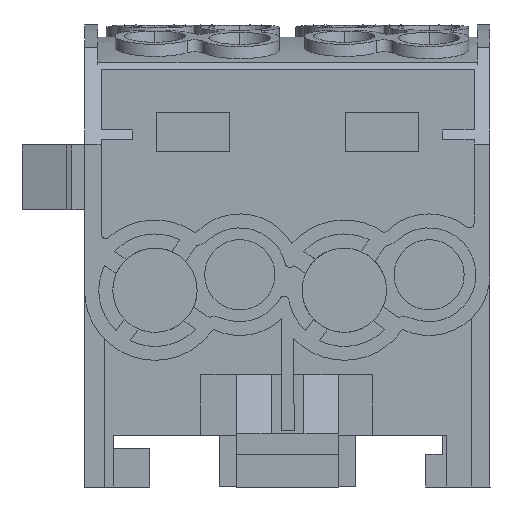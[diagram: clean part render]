
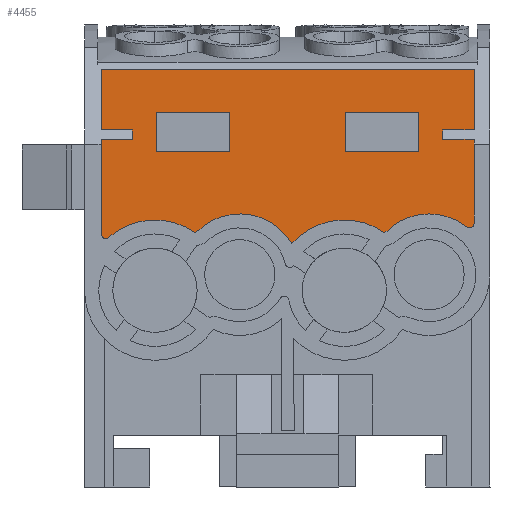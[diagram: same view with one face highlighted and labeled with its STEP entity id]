
A CAD part, front view. The second image highlights one B-rep face of the part: STEP entity #4455.
In plain terms, the highlighted planar face has unit normal (0, -1, 0).
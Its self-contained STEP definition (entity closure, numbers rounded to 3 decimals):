
#4045=AXIS2_PLACEMENT_3D('Circle Axis2P3D',#4043,#4044,$) ;
#4083=AXIS2_PLACEMENT_3D('Circle Axis2P3D',#4081,#4082,$) ;
#4107=AXIS2_PLACEMENT_3D('Circle Axis2P3D',#4105,#4106,$) ;
#4131=AXIS2_PLACEMENT_3D('Circle Axis2P3D',#4129,#4130,$) ;
#4155=AXIS2_PLACEMENT_3D('Circle Axis2P3D',#4153,#4154,$) ;
#4172=AXIS2_PLACEMENT_3D('Circle Axis2P3D',#4170,#4171,$) ;
#4366=AXIS2_PLACEMENT_3D('Plane Axis2P3D',#4363,#4364,#4365) ;
#2114=CARTESIAN_POINT('Vertex',(8.437,8.8,44.515)) ;
#2117=CARTESIAN_POINT('Line Origine',(28.34,8.8,44.515)) ;
#2121=CARTESIAN_POINT('Vertex',(48.243,8.8,44.515)) ;
#3981=CARTESIAN_POINT('Vertex',(48.243,8.8,37.103)) ;
#3984=CARTESIAN_POINT('Line Origine',(48.243,8.8,32.632)) ;
#3988=CARTESIAN_POINT('Vertex',(48.243,8.8,28.161)) ;
#4043=CARTESIAN_POINT('Axis2P3D Location',(8.937,8.8,27.023)) ;
#4047=CARTESIAN_POINT('Vertex',(8.437,8.8,27.023)) ;
#4049=CARTESIAN_POINT('Vertex',(9.266,8.8,26.646)) ;
#4078=CARTESIAN_POINT('Vertex',(18.524,8.8,27.111)) ;
#4081=CARTESIAN_POINT('Axis2P3D Location',(14.19,8.8,21.)) ;
#4102=CARTESIAN_POINT('Vertex',(28.805,8.8,25.993)) ;
#4105=CARTESIAN_POINT('Axis2P3D Location',(23.24,8.8,22.65)) ;
#4126=CARTESIAN_POINT('Vertex',(38.724,8.8,27.111)) ;
#4129=CARTESIAN_POINT('Axis2P3D Location',(34.39,8.8,21.)) ;
#4150=CARTESIAN_POINT('Vertex',(47.435,8.8,27.767)) ;
#4153=CARTESIAN_POINT('Axis2P3D Location',(43.44,8.8,22.65)) ;
#4170=CARTESIAN_POINT('Axis2P3D Location',(47.743,8.8,28.161)) ;
#4191=CARTESIAN_POINT('Vertex',(44.902,8.8,37.103)) ;
#4194=CARTESIAN_POINT('Line Origine',(46.572,8.8,37.103)) ;
#4215=CARTESIAN_POINT('Vertex',(44.902,8.8,38.097)) ;
#4218=CARTESIAN_POINT('Line Origine',(44.902,8.8,37.6)) ;
#4239=CARTESIAN_POINT('Vertex',(48.243,8.8,38.097)) ;
#4242=CARTESIAN_POINT('Line Origine',(46.572,8.8,38.097)) ;
#4254=CARTESIAN_POINT('Line Origine',(48.243,8.8,41.306)) ;
#4274=CARTESIAN_POINT('Vertex',(8.437,8.8,38.097)) ;
#4277=CARTESIAN_POINT('Line Origine',(8.437,8.8,41.306)) ;
#4292=CARTESIAN_POINT('Vertex',(11.778,8.8,38.097)) ;
#4295=CARTESIAN_POINT('Line Origine',(10.108,8.8,38.097)) ;
#4316=CARTESIAN_POINT('Vertex',(11.778,8.8,37.103)) ;
#4319=CARTESIAN_POINT('Line Origine',(11.778,8.8,37.6)) ;
#4335=CARTESIAN_POINT('Vertex',(8.437,8.8,37.103)) ;
#4338=CARTESIAN_POINT('Line Origine',(10.108,8.8,37.103)) ;
#4350=CARTESIAN_POINT('Line Origine',(8.437,8.8,32.063)) ;
#4363=CARTESIAN_POINT('Axis2P3D Location',(6.74,8.8,5.5)) ;
#4387=CARTESIAN_POINT('Line Origine',(18.24,8.8,39.997)) ;
#4391=CARTESIAN_POINT('Vertex',(22.137,8.8,39.997)) ;
#4393=CARTESIAN_POINT('Vertex',(14.343,8.8,39.997)) ;
#4396=CARTESIAN_POINT('Line Origine',(22.137,8.8,37.9)) ;
#4400=CARTESIAN_POINT('Vertex',(22.137,8.8,35.803)) ;
#4403=CARTESIAN_POINT('Line Origine',(18.24,8.8,35.803)) ;
#4407=CARTESIAN_POINT('Vertex',(14.343,8.8,35.803)) ;
#4410=CARTESIAN_POINT('Line Origine',(14.343,8.8,37.9)) ;
#4421=CARTESIAN_POINT('Line Origine',(38.44,8.8,39.997)) ;
#4425=CARTESIAN_POINT('Vertex',(42.337,8.8,39.997)) ;
#4427=CARTESIAN_POINT('Vertex',(34.543,8.8,39.997)) ;
#4430=CARTESIAN_POINT('Line Origine',(42.337,8.8,37.9)) ;
#4434=CARTESIAN_POINT('Vertex',(42.337,8.8,35.803)) ;
#4437=CARTESIAN_POINT('Line Origine',(38.44,8.8,35.803)) ;
#4441=CARTESIAN_POINT('Vertex',(34.543,8.8,35.803)) ;
#4444=CARTESIAN_POINT('Line Origine',(34.543,8.8,37.9)) ;
#2118=DIRECTION('Vector Direction',(-1.,0.,0.)) ;
#3985=DIRECTION('Vector Direction',(0.,0.,1.)) ;
#4044=DIRECTION('Axis2P3D Direction',(0.,-1.,0.)) ;
#4082=DIRECTION('Axis2P3D Direction',(0.,-1.,0.)) ;
#4106=DIRECTION('Axis2P3D Direction',(0.,-1.,0.)) ;
#4130=DIRECTION('Axis2P3D Direction',(0.,-1.,0.)) ;
#4154=DIRECTION('Axis2P3D Direction',(0.,-1.,0.)) ;
#4171=DIRECTION('Axis2P3D Direction',(0.,-1.,0.)) ;
#4195=DIRECTION('Vector Direction',(1.,0.,0.)) ;
#4219=DIRECTION('Vector Direction',(0.,0.,1.)) ;
#4243=DIRECTION('Vector Direction',(-1.,0.,0.)) ;
#4255=DIRECTION('Vector Direction',(0.,0.,1.)) ;
#4278=DIRECTION('Vector Direction',(0.,0.,-1.)) ;
#4296=DIRECTION('Vector Direction',(-1.,0.,0.)) ;
#4320=DIRECTION('Vector Direction',(0.,0.,1.)) ;
#4339=DIRECTION('Vector Direction',(1.,0.,0.)) ;
#4351=DIRECTION('Vector Direction',(0.,0.,-1.)) ;
#4364=DIRECTION('Axis2P3D Direction',(0.,-1.,0.)) ;
#4365=DIRECTION('Axis2P3D XDirection',(0.,0.,-1.)) ;
#4388=DIRECTION('Vector Direction',(1.,0.,0.)) ;
#4397=DIRECTION('Vector Direction',(0.,0.,-1.)) ;
#4404=DIRECTION('Vector Direction',(-1.,0.,0.)) ;
#4411=DIRECTION('Vector Direction',(0.,0.,1.)) ;
#4422=DIRECTION('Vector Direction',(1.,0.,0.)) ;
#4431=DIRECTION('Vector Direction',(0.,0.,-1.)) ;
#4438=DIRECTION('Vector Direction',(-1.,0.,0.)) ;
#4445=DIRECTION('Vector Direction',(0.,0.,1.)) ;
#2119=VECTOR('Line Direction',#2118,1.) ;
#3986=VECTOR('Line Direction',#3985,1.) ;
#4196=VECTOR('Line Direction',#4195,1.) ;
#4220=VECTOR('Line Direction',#4219,1.) ;
#4244=VECTOR('Line Direction',#4243,1.) ;
#4256=VECTOR('Line Direction',#4255,1.) ;
#4279=VECTOR('Line Direction',#4278,1.) ;
#4297=VECTOR('Line Direction',#4296,1.) ;
#4321=VECTOR('Line Direction',#4320,1.) ;
#4340=VECTOR('Line Direction',#4339,1.) ;
#4352=VECTOR('Line Direction',#4351,1.) ;
#4389=VECTOR('Line Direction',#4388,1.) ;
#4398=VECTOR('Line Direction',#4397,1.) ;
#4405=VECTOR('Line Direction',#4404,1.) ;
#4412=VECTOR('Line Direction',#4411,1.) ;
#4423=VECTOR('Line Direction',#4422,1.) ;
#4432=VECTOR('Line Direction',#4431,1.) ;
#4439=VECTOR('Line Direction',#4438,1.) ;
#4446=VECTOR('Line Direction',#4445,1.) ;
#4369=ORIENTED_EDGE('',*,*,#4281,.T.) ;
#4370=ORIENTED_EDGE('',*,*,#4299,.F.) ;
#4371=ORIENTED_EDGE('',*,*,#4323,.F.) ;
#4372=ORIENTED_EDGE('',*,*,#4342,.F.) ;
#4373=ORIENTED_EDGE('',*,*,#4354,.T.) ;
#4374=ORIENTED_EDGE('',*,*,#4051,.T.) ;
#4375=ORIENTED_EDGE('',*,*,#4085,.F.) ;
#4376=ORIENTED_EDGE('',*,*,#4109,.F.) ;
#4377=ORIENTED_EDGE('',*,*,#4133,.F.) ;
#4378=ORIENTED_EDGE('',*,*,#4157,.F.) ;
#4379=ORIENTED_EDGE('',*,*,#4174,.T.) ;
#4380=ORIENTED_EDGE('',*,*,#3990,.T.) ;
#4381=ORIENTED_EDGE('',*,*,#4198,.F.) ;
#4382=ORIENTED_EDGE('',*,*,#4222,.T.) ;
#4383=ORIENTED_EDGE('',*,*,#4246,.F.) ;
#4384=ORIENTED_EDGE('',*,*,#4258,.T.) ;
#4385=ORIENTED_EDGE('',*,*,#2123,.T.) ;
#4416=ORIENTED_EDGE('',*,*,#4395,.F.) ;
#4417=ORIENTED_EDGE('',*,*,#4402,.F.) ;
#4418=ORIENTED_EDGE('',*,*,#4409,.F.) ;
#4419=ORIENTED_EDGE('',*,*,#4414,.F.) ;
#4450=ORIENTED_EDGE('',*,*,#4429,.F.) ;
#4451=ORIENTED_EDGE('',*,*,#4436,.F.) ;
#4452=ORIENTED_EDGE('',*,*,#4443,.F.) ;
#4453=ORIENTED_EDGE('',*,*,#4448,.F.) ;
#4420=FACE_BOUND('',#4415,.T.) ;
#4454=FACE_BOUND('',#4449,.T.) ;
#4455=ADVANCED_FACE('Koerper.2',(#4386,#4420,#4454),#4367,.T.) ;
#4046=CIRCLE('generated circle',#4045,0.5) ;
#4084=CIRCLE('generated circle',#4083,7.492) ;
#4108=CIRCLE('generated circle',#4107,6.492) ;
#4132=CIRCLE('generated circle',#4131,7.492) ;
#4156=CIRCLE('generated circle',#4155,6.492) ;
#4173=CIRCLE('generated circle',#4172,0.5) ;
#2123=EDGE_CURVE('',#2122,#2115,#2120,.T.) ;
#3990=EDGE_CURVE('',#3989,#3982,#3987,.T.) ;
#4051=EDGE_CURVE('',#4048,#4050,#4046,.T.) ;
#4085=EDGE_CURVE('',#4079,#4050,#4084,.T.) ;
#4109=EDGE_CURVE('',#4103,#4079,#4108,.T.) ;
#4133=EDGE_CURVE('',#4127,#4103,#4132,.T.) ;
#4157=EDGE_CURVE('',#4151,#4127,#4156,.T.) ;
#4174=EDGE_CURVE('',#4151,#3989,#4173,.T.) ;
#4198=EDGE_CURVE('',#4192,#3982,#4197,.T.) ;
#4222=EDGE_CURVE('',#4192,#4216,#4221,.T.) ;
#4246=EDGE_CURVE('',#4240,#4216,#4245,.T.) ;
#4258=EDGE_CURVE('',#4240,#2122,#4257,.T.) ;
#4281=EDGE_CURVE('',#2115,#4275,#4280,.T.) ;
#4299=EDGE_CURVE('',#4293,#4275,#4298,.T.) ;
#4323=EDGE_CURVE('',#4317,#4293,#4322,.T.) ;
#4342=EDGE_CURVE('',#4336,#4317,#4341,.T.) ;
#4354=EDGE_CURVE('',#4336,#4048,#4353,.T.) ;
#4395=EDGE_CURVE('',#4392,#4394,#4390,.F.) ;
#4402=EDGE_CURVE('',#4401,#4392,#4399,.F.) ;
#4409=EDGE_CURVE('',#4408,#4401,#4406,.F.) ;
#4414=EDGE_CURVE('',#4394,#4408,#4413,.F.) ;
#4429=EDGE_CURVE('',#4426,#4428,#4424,.F.) ;
#4436=EDGE_CURVE('',#4435,#4426,#4433,.F.) ;
#4443=EDGE_CURVE('',#4442,#4435,#4440,.F.) ;
#4448=EDGE_CURVE('',#4428,#4442,#4447,.F.) ;
#4368=EDGE_LOOP('',(#4369,#4370,#4371,#4372,#4373,#4374,#4375,#4376,#4377,#4378,#4379,#4380,#4381,#4382,#4383,#4384,#4385)) ;
#4415=EDGE_LOOP('',(#4416,#4417,#4418,#4419)) ;
#4449=EDGE_LOOP('',(#4450,#4451,#4452,#4453)) ;
#4386=FACE_OUTER_BOUND('',#4368,.T.) ;
#2120=LINE('Line',#2117,#2119) ;
#3987=LINE('Line',#3984,#3986) ;
#4197=LINE('Line',#4194,#4196) ;
#4221=LINE('Line',#4218,#4220) ;
#4245=LINE('Line',#4242,#4244) ;
#4257=LINE('Line',#4254,#4256) ;
#4280=LINE('Line',#4277,#4279) ;
#4298=LINE('Line',#4295,#4297) ;
#4322=LINE('Line',#4319,#4321) ;
#4341=LINE('Line',#4338,#4340) ;
#4353=LINE('Line',#4350,#4352) ;
#4390=LINE('Line',#4387,#4389) ;
#4399=LINE('Line',#4396,#4398) ;
#4406=LINE('Line',#4403,#4405) ;
#4413=LINE('Line',#4410,#4412) ;
#4424=LINE('Line',#4421,#4423) ;
#4433=LINE('Line',#4430,#4432) ;
#4440=LINE('Line',#4437,#4439) ;
#4447=LINE('Line',#4444,#4446) ;
#4367=PLANE('',#4366) ;
#2115=VERTEX_POINT('',#2114) ;
#2122=VERTEX_POINT('',#2121) ;
#3982=VERTEX_POINT('',#3981) ;
#3989=VERTEX_POINT('',#3988) ;
#4048=VERTEX_POINT('',#4047) ;
#4050=VERTEX_POINT('',#4049) ;
#4079=VERTEX_POINT('',#4078) ;
#4103=VERTEX_POINT('',#4102) ;
#4127=VERTEX_POINT('',#4126) ;
#4151=VERTEX_POINT('',#4150) ;
#4192=VERTEX_POINT('',#4191) ;
#4216=VERTEX_POINT('',#4215) ;
#4240=VERTEX_POINT('',#4239) ;
#4275=VERTEX_POINT('',#4274) ;
#4293=VERTEX_POINT('',#4292) ;
#4317=VERTEX_POINT('',#4316) ;
#4336=VERTEX_POINT('',#4335) ;
#4392=VERTEX_POINT('',#4391) ;
#4394=VERTEX_POINT('',#4393) ;
#4401=VERTEX_POINT('',#4400) ;
#4408=VERTEX_POINT('',#4407) ;
#4426=VERTEX_POINT('',#4425) ;
#4428=VERTEX_POINT('',#4427) ;
#4435=VERTEX_POINT('',#4434) ;
#4442=VERTEX_POINT('',#4441) ;
